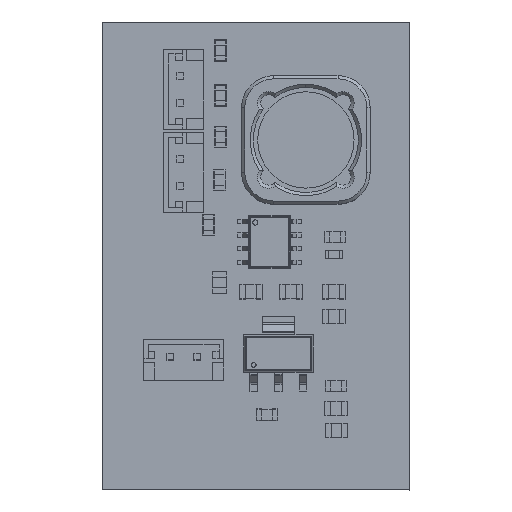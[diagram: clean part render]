
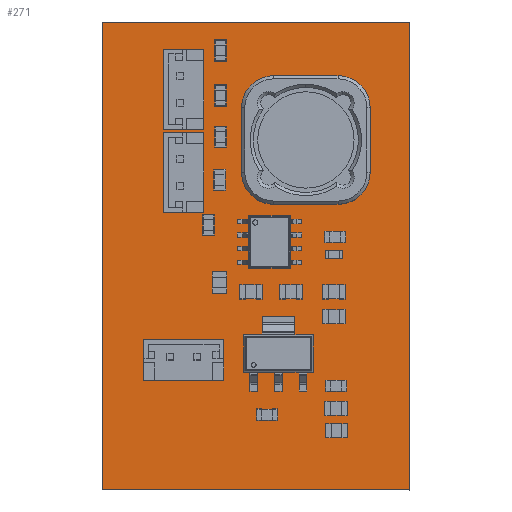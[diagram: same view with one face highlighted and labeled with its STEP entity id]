
A CAD part, top view. The second image highlights one B-rep face of the part: STEP entity #271.
In plain terms, the highlighted planar face has unit normal (0, 0, 1).
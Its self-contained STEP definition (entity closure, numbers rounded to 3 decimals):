
#121 = VERTEX_POINT('',#122);
#122 = CARTESIAN_POINT('',(77.097,-26.75,0.));
#139 = VERTEX_POINT('',#140);
#140 = CARTESIAN_POINT('',(77.097,16.938,0.));
#146 = EDGE_CURVE('',#121,#139,#147,.T.);
#147 = LINE('',#148,#149);
#148 = CARTESIAN_POINT('',(77.097,-26.75,0.));
#149 = VECTOR('',#150,1.);
#150 = DIRECTION('',(0.,1.,0.));
#170 = VERTEX_POINT('',#171);
#171 = CARTESIAN_POINT('',(48.374,16.938,0.));
#177 = EDGE_CURVE('',#139,#170,#178,.T.);
#178 = LINE('',#179,#180);
#179 = CARTESIAN_POINT('',(77.097,16.938,0.));
#180 = VECTOR('',#181,1.);
#181 = DIRECTION('',(-1.,0.,0.));
#201 = VERTEX_POINT('',#202);
#202 = CARTESIAN_POINT('',(48.374,-26.75,0.));
#208 = EDGE_CURVE('',#170,#201,#209,.T.);
#209 = LINE('',#210,#211);
#210 = CARTESIAN_POINT('',(48.374,16.938,0.));
#211 = VECTOR('',#212,1.);
#212 = DIRECTION('',(0.,-1.,0.));
#232 = VERTEX_POINT('',#233);
#233 = CARTESIAN_POINT('',(77.097,-26.75,0.));
#239 = EDGE_CURVE('',#201,#232,#240,.T.);
#240 = LINE('',#241,#242);
#241 = CARTESIAN_POINT('',(48.374,-26.75,0.));
#242 = VECTOR('',#243,1.);
#243 = DIRECTION('',(1.,0.,0.));
#261 = EDGE_CURVE('',#232,#121,#262,.T.);
#262 = LINE('',#263,#264);
#263 = CARTESIAN_POINT('',(77.097,-26.75,0.));
#264 = VECTOR('',#265,1.);
#265 = DIRECTION('',(0.,-1.,0.));
#271 = ADVANCED_FACE('',(#272),#279,.F.);
#272 = FACE_BOUND('',#273,.T.);
#273 = EDGE_LOOP('',(#274,#275,#276,#277,#278));
#274 = ORIENTED_EDGE('',*,*,#146,.T.);
#275 = ORIENTED_EDGE('',*,*,#177,.T.);
#276 = ORIENTED_EDGE('',*,*,#208,.T.);
#277 = ORIENTED_EDGE('',*,*,#239,.T.);
#278 = ORIENTED_EDGE('',*,*,#261,.T.);
#279 = PLANE('',#280);
#280 = AXIS2_PLACEMENT_3D('',#281,#282,#283);
#281 = CARTESIAN_POINT('',(77.097,-26.75,0.));
#282 = DIRECTION('',(0.,0.,-1.));
#283 = DIRECTION('',(-1.,0.,0.));
